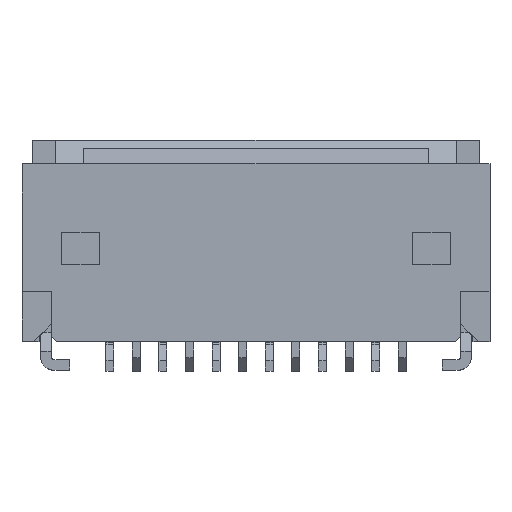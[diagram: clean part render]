
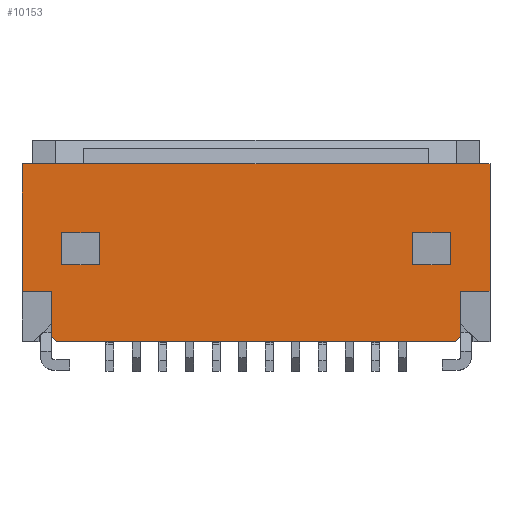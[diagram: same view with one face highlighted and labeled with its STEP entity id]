
A CAD part, top view. The second image highlights one B-rep face of the part: STEP entity #10153.
In plain terms, the highlighted planar face has unit normal (0, 0, 1).
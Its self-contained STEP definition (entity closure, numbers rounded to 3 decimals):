
#5=DIRECTION('',(0.,-1.,0.));
#6=VECTOR('',#5,2.4);
#7=CARTESIAN_POINT('',(-4.4,3.34,1.4));
#8=LINE('',#7,#6);
#122=DIRECTION('',(1.,0.,0.));
#123=VECTOR('',#122,7.5);
#124=CARTESIAN_POINT('',(-3.75,0.,1.4));
#125=LINE('',#124,#123);
#415=DIRECTION('',(0.,-1.,0.));
#416=VECTOR('',#415,2.4);
#417=CARTESIAN_POINT('',(4.4,3.34,1.4));
#418=LINE('',#417,#416);
#631=DIRECTION('',(1.,0.,0.));
#632=VECTOR('',#631,0.7);
#633=CARTESIAN_POINT('',(-3.65,2.04,1.4));
#634=LINE('',#633,#632);
#635=DIRECTION('',(0.,1.,0.));
#636=VECTOR('',#635,0.6);
#637=CARTESIAN_POINT('',(-3.65,1.44,1.4));
#638=LINE('',#637,#636);
#639=DIRECTION('',(1.,0.,0.));
#640=VECTOR('',#639,0.7);
#641=CARTESIAN_POINT('',(-3.65,1.44,1.4));
#642=LINE('',#641,#640);
#643=DIRECTION('',(0.,1.,0.));
#644=VECTOR('',#643,0.6);
#645=CARTESIAN_POINT('',(-2.95,1.44,1.4));
#646=LINE('',#645,#644);
#647=DIRECTION('',(1.,0.,0.));
#648=VECTOR('',#647,0.7);
#649=CARTESIAN_POINT('',(2.95,2.04,1.4));
#650=LINE('',#649,#648);
#651=DIRECTION('',(0.,1.,0.));
#652=VECTOR('',#651,0.6);
#653=CARTESIAN_POINT('',(2.95,1.44,1.4));
#654=LINE('',#653,#652);
#655=DIRECTION('',(1.,0.,0.));
#656=VECTOR('',#655,0.7);
#657=CARTESIAN_POINT('',(2.95,1.44,1.4));
#658=LINE('',#657,#656);
#659=DIRECTION('',(0.,1.,0.));
#660=VECTOR('',#659,0.6);
#661=CARTESIAN_POINT('',(3.65,1.44,1.4));
#662=LINE('',#661,#660);
#663=DIRECTION('',(0.,1.,0.));
#664=VECTOR('',#663,0.17);
#665=CARTESIAN_POINT('',(-3.85,0.17,1.4));
#666=LINE('',#665,#664);
#667=DIRECTION('',(0.,1.,0.));
#668=VECTOR('',#667,0.6);
#669=CARTESIAN_POINT('',(-3.85,0.34,1.4));
#670=LINE('',#669,#668);
#671=DIRECTION('',(1.,0.,0.));
#672=VECTOR('',#671,0.55);
#673=CARTESIAN_POINT('',(-4.4,0.94,1.4));
#674=LINE('',#673,#672);
#675=DIRECTION('',(1.,0.,0.));
#676=VECTOR('',#675,8.8);
#677=CARTESIAN_POINT('',(-4.4,3.34,1.4));
#678=LINE('',#677,#676);
#679=DIRECTION('',(1.,0.,0.));
#680=VECTOR('',#679,0.55);
#681=CARTESIAN_POINT('',(3.85,0.94,1.4));
#682=LINE('',#681,#680);
#683=DIRECTION('',(0.,1.,0.));
#684=VECTOR('',#683,0.6);
#685=CARTESIAN_POINT('',(3.85,0.34,1.4));
#686=LINE('',#685,#684);
#687=DIRECTION('',(0.,1.,0.));
#688=VECTOR('',#687,0.17);
#689=CARTESIAN_POINT('',(3.85,0.17,1.4));
#690=LINE('',#689,#688);
#691=DIRECTION('',(0.,1.,0.));
#692=VECTOR('',#691,0.07);
#693=CARTESIAN_POINT('',(3.85,0.1,1.4));
#694=LINE('',#693,#692);
#695=DIRECTION('',(0.707,0.707,0.));
#696=VECTOR('',#695,0.141);
#697=CARTESIAN_POINT('',(3.75,0.,1.4));
#698=LINE('',#697,#696);
#699=DIRECTION('',(0.707,-0.707,0.));
#700=VECTOR('',#699,0.141);
#701=CARTESIAN_POINT('',(-3.85,0.1,1.4));
#702=LINE('',#701,#700);
#703=DIRECTION('',(0.,1.,0.));
#704=VECTOR('',#703,0.07);
#705=CARTESIAN_POINT('',(-3.85,0.1,1.4));
#706=LINE('',#705,#704);
#7105=CARTESIAN_POINT('',(-4.4,3.34,1.4));
#7106=CARTESIAN_POINT('',(4.4,3.34,1.4));
#7107=VERTEX_POINT('',#7105);
#7108=VERTEX_POINT('',#7106);
#7133=CARTESIAN_POINT('',(-4.4,0.94,1.4));
#7134=CARTESIAN_POINT('',(-3.85,0.94,1.4));
#7135=VERTEX_POINT('',#7133);
#7136=VERTEX_POINT('',#7134);
#7137=CARTESIAN_POINT('',(3.85,0.94,1.4));
#7138=CARTESIAN_POINT('',(4.4,0.94,1.4));
#7139=VERTEX_POINT('',#7137);
#7140=VERTEX_POINT('',#7138);
#7257=CARTESIAN_POINT('',(3.85,0.34,1.4));
#7259=VERTEX_POINT('',#7257);
#7265=CARTESIAN_POINT('',(-3.85,0.34,1.4));
#7267=VERTEX_POINT('',#7265);
#7445=CARTESIAN_POINT('',(3.75,0.,1.4));
#7447=VERTEX_POINT('',#7445);
#7450=CARTESIAN_POINT('',(-3.75,0.,1.4));
#7452=VERTEX_POINT('',#7450);
#7825=CARTESIAN_POINT('',(3.85,0.1,1.4));
#7827=VERTEX_POINT('',#7825);
#7841=CARTESIAN_POINT('',(3.85,0.17,1.4));
#7842=VERTEX_POINT('',#7841);
#8021=CARTESIAN_POINT('',(-3.85,0.1,1.4));
#8022=CARTESIAN_POINT('',(-3.85,0.17,1.4));
#8023=VERTEX_POINT('',#8021);
#8024=VERTEX_POINT('',#8022);
#9345=CARTESIAN_POINT('',(-3.65,2.04,1.4));
#9346=CARTESIAN_POINT('',(-2.95,2.04,1.4));
#9347=VERTEX_POINT('',#9345);
#9348=VERTEX_POINT('',#9346);
#9349=CARTESIAN_POINT('',(2.95,2.04,1.4));
#9350=CARTESIAN_POINT('',(3.65,2.04,1.4));
#9351=VERTEX_POINT('',#9349);
#9352=VERTEX_POINT('',#9350);
#9353=CARTESIAN_POINT('',(-3.65,1.44,1.4));
#9354=CARTESIAN_POINT('',(-2.95,1.44,1.4));
#9355=VERTEX_POINT('',#9353);
#9356=VERTEX_POINT('',#9354);
#9357=CARTESIAN_POINT('',(2.95,1.44,1.4));
#9358=CARTESIAN_POINT('',(3.65,1.44,1.4));
#9359=VERTEX_POINT('',#9357);
#9360=VERTEX_POINT('',#9358);
#10103=CARTESIAN_POINT('',(-4.4,3.34,1.4));
#10104=DIRECTION('',(0.,0.,1.));
#10105=DIRECTION('',(0.,-1.,0.));
#10106=AXIS2_PLACEMENT_3D('',#10103,#10104,#10105);
#10107=PLANE('',#10106);
#10109=ORIENTED_EDGE('',*,*,#10108,.T.);
#10111=ORIENTED_EDGE('',*,*,#10110,.T.);
#10112=ORIENTED_EDGE('',*,*,#10050,.F.);
#10113=ORIENTED_EDGE('',*,*,#9418,.F.);
#10115=ORIENTED_EDGE('',*,*,#10114,.T.);
#10116=ORIENTED_EDGE('',*,*,#9828,.T.);
#10117=ORIENTED_EDGE('',*,*,#10064,.F.);
#10119=ORIENTED_EDGE('',*,*,#10118,.F.);
#10121=ORIENTED_EDGE('',*,*,#10120,.F.);
#10123=ORIENTED_EDGE('',*,*,#10122,.F.);
#10125=ORIENTED_EDGE('',*,*,#10124,.F.);
#10126=ORIENTED_EDGE('',*,*,#9542,.F.);
#10128=ORIENTED_EDGE('',*,*,#10127,.F.);
#10130=ORIENTED_EDGE('',*,*,#10129,.T.);
#10131=EDGE_LOOP('',(#10109,#10111,#10112,#10113,#10115,#10116,#10117,#10119,
#10121,#10123,#10125,#10126,#10128,#10130));
#10132=FACE_OUTER_BOUND('',#10131,.F.);
#10134=ORIENTED_EDGE('',*,*,#10133,.F.);
#10136=ORIENTED_EDGE('',*,*,#10135,.F.);
#10138=ORIENTED_EDGE('',*,*,#10137,.T.);
#10140=ORIENTED_EDGE('',*,*,#10139,.T.);
#10141=EDGE_LOOP('',(#10134,#10136,#10138,#10140));
#10142=FACE_BOUND('',#10141,.F.);
#10144=ORIENTED_EDGE('',*,*,#10143,.F.);
#10146=ORIENTED_EDGE('',*,*,#10145,.F.);
#10148=ORIENTED_EDGE('',*,*,#10147,.T.);
#10150=ORIENTED_EDGE('',*,*,#10149,.T.);
#10151=EDGE_LOOP('',(#10144,#10146,#10148,#10150));
#10152=FACE_BOUND('',#10151,.F.);
#10153=ADVANCED_FACE('',(#10132,#10142,#10152),#10107,.T.);
#9418=EDGE_CURVE('',#7107,#7135,#8,.T.);
#9542=EDGE_CURVE('',#7452,#7447,#125,.T.);
#9828=EDGE_CURVE('',#7108,#7140,#418,.T.);
#10050=EDGE_CURVE('',#7135,#7136,#674,.T.);
#10064=EDGE_CURVE('',#7139,#7140,#682,.T.);
#10108=EDGE_CURVE('',#8024,#7267,#666,.T.);
#10110=EDGE_CURVE('',#7267,#7136,#670,.T.);
#10114=EDGE_CURVE('',#7107,#7108,#678,.T.);
#10118=EDGE_CURVE('',#7259,#7139,#686,.T.);
#10120=EDGE_CURVE('',#7842,#7259,#690,.T.);
#10122=EDGE_CURVE('',#7827,#7842,#694,.T.);
#10124=EDGE_CURVE('',#7447,#7827,#698,.T.);
#10127=EDGE_CURVE('',#8023,#7452,#702,.T.);
#10129=EDGE_CURVE('',#8023,#8024,#706,.T.);
#10133=EDGE_CURVE('',#9351,#9352,#650,.T.);
#10135=EDGE_CURVE('',#9359,#9351,#654,.T.);
#10137=EDGE_CURVE('',#9359,#9360,#658,.T.);
#10139=EDGE_CURVE('',#9360,#9352,#662,.T.);
#10143=EDGE_CURVE('',#9347,#9348,#634,.T.);
#10145=EDGE_CURVE('',#9355,#9347,#638,.T.);
#10147=EDGE_CURVE('',#9355,#9356,#642,.T.);
#10149=EDGE_CURVE('',#9356,#9348,#646,.T.);
